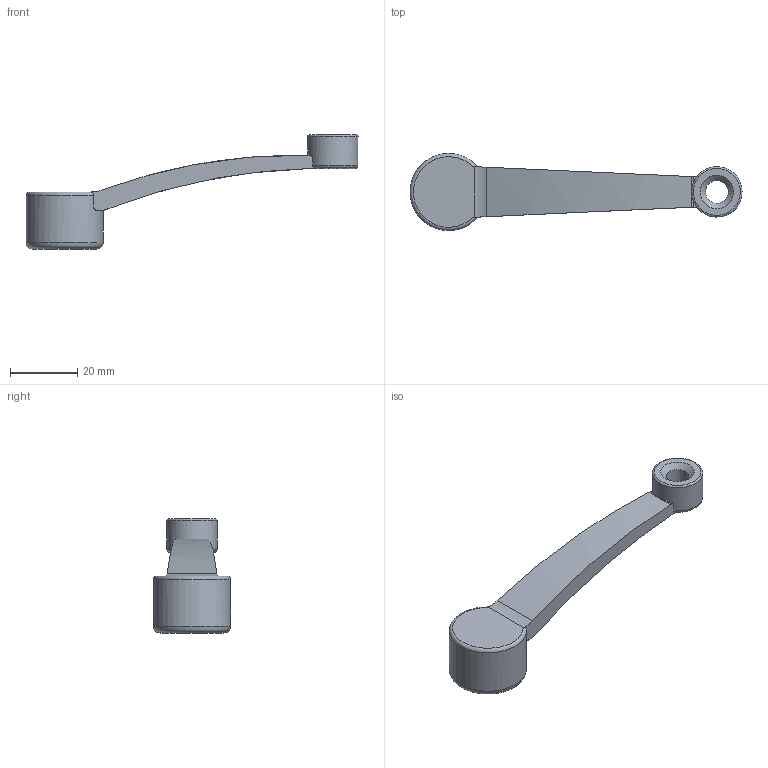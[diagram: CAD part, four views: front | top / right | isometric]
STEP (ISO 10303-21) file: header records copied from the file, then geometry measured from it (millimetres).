
FILE_DESCRIPTION(/* description */ (''),/* implementation_level */ '2;1');
FILE_NAME(/* name */ 'CHS_80_N.dxf',/* time_stamp */ '2012-11-23T15:15:57+08:00',/* author */ (''),/* organization */ (''),/* preprocessor_version */ 'ST-DEVELOPER v9',/* originating_system */ 'UGS - NX 4.0',/* authorisation */ '');
FILE_SCHEMA (('CONFIG_CONTROL_DESIGN'));
Length unit declared in the file: millimetre
Products named in the file (1): Admi1E9Dxiub
Bounding box: 99 x 23 x 34 mm (x, y, z)
Volume: 12256.7 mm3; surface area: 4953.1 mm2
Topology: 1 solids, 1 shells, 26 faces, 67 edges, 43 vertices
Faces by surface type: plane 10, cylinder 10, torus 4, cone 2
Full cylindrical faces by diameter (mm): 6.8 x1, 15 x1, 23 x1
Entity records: 935 total; most frequent: CARTESIAN_POINT 245, DIRECTION 129, ORIENTED_EDGE 116, EDGE_CURVE 58, AXIS2_PLACEMENT_3D 53, VERTEX_POINT 41, EDGE_LOOP 35, ADVANCED_FACE 26
